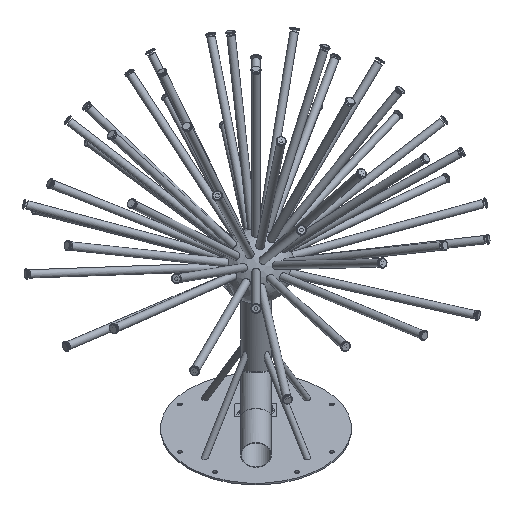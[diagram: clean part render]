
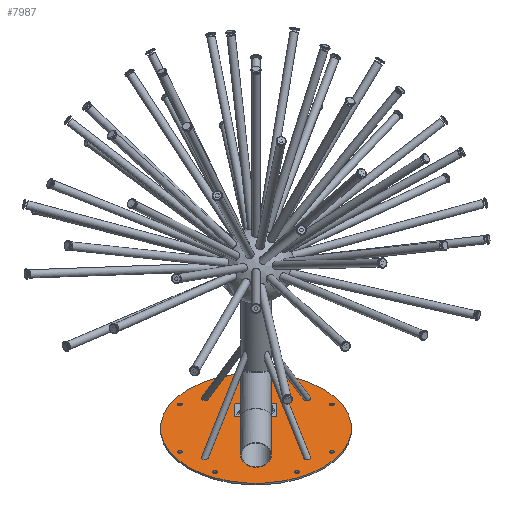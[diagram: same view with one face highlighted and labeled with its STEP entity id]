
A CAD part, isometric view. The second image highlights one B-rep face of the part: STEP entity #7987.
In plain terms, the highlighted face is planar.
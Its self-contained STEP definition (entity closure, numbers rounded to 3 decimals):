
#68=ELLIPSE('',#8492,9.913,8.5);
#69=ELLIPSE('',#8493,9.913,8.5);
#70=ELLIPSE('',#8494,9.913,8.5);
#71=ELLIPSE('',#8504,9.913,8.5);
#266=FACE_BOUND('',#1899,.T.);
#267=FACE_BOUND('',#1900,.T.);
#268=FACE_BOUND('',#1901,.T.);
#269=FACE_BOUND('',#1902,.T.);
#270=FACE_BOUND('',#1903,.T.);
#271=FACE_BOUND('',#1904,.T.);
#272=FACE_BOUND('',#1905,.T.);
#273=FACE_BOUND('',#1906,.T.);
#274=FACE_BOUND('',#1907,.T.);
#275=FACE_BOUND('',#1908,.T.);
#276=FACE_BOUND('',#1909,.T.);
#277=FACE_BOUND('',#1910,.T.);
#278=FACE_BOUND('',#1911,.T.);
#279=FACE_BOUND('',#1912,.T.);
#663=CIRCLE('',#8384,6.596);
#664=CIRCLE('',#8387,6.596);
#665=CIRCLE('',#8391,6.596);
#666=CIRCLE('',#8394,6.596);
#667=CIRCLE('',#8491,237.5);
#668=CIRCLE('',#8495,38.);
#669=CIRCLE('',#8496,6.);
#670=CIRCLE('',#8497,6.);
#671=CIRCLE('',#8498,6.);
#672=CIRCLE('',#8499,6.);
#673=CIRCLE('',#8500,6.);
#674=CIRCLE('',#8501,6.);
#675=CIRCLE('',#8502,6.);
#676=CIRCLE('',#8503,6.);
#1310=FACE_OUTER_BOUND('',#1898,.T.);
#1898=EDGE_LOOP('',(#6296));
#1899=EDGE_LOOP('',(#6297));
#1900=EDGE_LOOP('',(#6298));
#1901=EDGE_LOOP('',(#6299));
#1902=EDGE_LOOP('',(#6300));
#1903=EDGE_LOOP('',(#6301));
#1904=EDGE_LOOP('',(#6302));
#1905=EDGE_LOOP('',(#6303));
#1906=EDGE_LOOP('',(#6304));
#1907=EDGE_LOOP('',(#6305));
#1908=EDGE_LOOP('',(#6306));
#1909=EDGE_LOOP('',(#6307));
#1910=EDGE_LOOP('',(#6308));
#1911=EDGE_LOOP('',(#6309));
#1912=EDGE_LOOP('',(#6310,#6311,#6312,#6313,#6314,#6315,#6316,#6317));
#2908=LINE('',#12269,#3293);
#2912=LINE('',#12278,#3297);
#2932=LINE('',#12671,#3317);
#2935=LINE('',#12679,#3320);
#3293=VECTOR('',#9372,92.345);
#3297=VECTOR('',#9382,44.853);
#3317=VECTOR('',#9410,92.345);
#3320=VECTOR('',#9419,44.853);
#3712=VERTEX_POINT('',#12266);
#3713=VERTEX_POINT('',#12268);
#3714=VERTEX_POINT('',#12272);
#3715=VERTEX_POINT('',#12276);
#3716=VERTEX_POINT('',#12280);
#3733=VERTEX_POINT('',#12669);
#3734=VERTEX_POINT('',#12673);
#3735=VERTEX_POINT('',#12677);
#3958=VERTEX_POINT('',#13930);
#3959=VERTEX_POINT('',#13932);
#3960=VERTEX_POINT('',#13934);
#3961=VERTEX_POINT('',#13936);
#3962=VERTEX_POINT('',#13938);
#3963=VERTEX_POINT('',#13940);
#3964=VERTEX_POINT('',#13942);
#3965=VERTEX_POINT('',#13944);
#3966=VERTEX_POINT('',#13946);
#3967=VERTEX_POINT('',#13948);
#3968=VERTEX_POINT('',#13950);
#3969=VERTEX_POINT('',#13952);
#3970=VERTEX_POINT('',#13954);
#3971=VERTEX_POINT('',#13956);
#4502=EDGE_CURVE('',#3713,#3712,#2908,.T.);
#4505=EDGE_CURVE('',#3712,#3714,#663,.T.);
#4507=EDGE_CURVE('',#3714,#3715,#2912,.T.);
#4509=EDGE_CURVE('',#3715,#3716,#664,.T.);
#4548=EDGE_CURVE('',#3716,#3733,#2932,.T.);
#4550=EDGE_CURVE('',#3733,#3734,#665,.T.);
#4552=EDGE_CURVE('',#3734,#3735,#2935,.T.);
#4553=EDGE_CURVE('',#3735,#3713,#666,.T.);
#4887=EDGE_CURVE('',#3958,#3958,#667,.T.);
#4888=EDGE_CURVE('',#3959,#3959,#68,.T.);
#4889=EDGE_CURVE('',#3960,#3960,#69,.T.);
#4890=EDGE_CURVE('',#3961,#3961,#70,.T.);
#4891=EDGE_CURVE('',#3962,#3962,#668,.T.);
#4892=EDGE_CURVE('',#3963,#3963,#669,.T.);
#4893=EDGE_CURVE('',#3964,#3964,#670,.T.);
#4894=EDGE_CURVE('',#3965,#3965,#671,.T.);
#4895=EDGE_CURVE('',#3966,#3966,#672,.T.);
#4896=EDGE_CURVE('',#3967,#3967,#673,.T.);
#4897=EDGE_CURVE('',#3968,#3968,#674,.T.);
#4898=EDGE_CURVE('',#3969,#3969,#675,.T.);
#4899=EDGE_CURVE('',#3970,#3970,#676,.T.);
#4900=EDGE_CURVE('',#3971,#3971,#71,.T.);
#6296=ORIENTED_EDGE('',*,*,#4887,.F.);
#6297=ORIENTED_EDGE('',*,*,#4888,.T.);
#6298=ORIENTED_EDGE('',*,*,#4889,.T.);
#6299=ORIENTED_EDGE('',*,*,#4890,.T.);
#6300=ORIENTED_EDGE('',*,*,#4891,.T.);
#6301=ORIENTED_EDGE('',*,*,#4892,.T.);
#6302=ORIENTED_EDGE('',*,*,#4893,.T.);
#6303=ORIENTED_EDGE('',*,*,#4894,.T.);
#6304=ORIENTED_EDGE('',*,*,#4895,.T.);
#6305=ORIENTED_EDGE('',*,*,#4896,.T.);
#6306=ORIENTED_EDGE('',*,*,#4897,.T.);
#6307=ORIENTED_EDGE('',*,*,#4898,.T.);
#6308=ORIENTED_EDGE('',*,*,#4899,.T.);
#6309=ORIENTED_EDGE('',*,*,#4900,.T.);
#6310=ORIENTED_EDGE('',*,*,#4502,.T.);
#6311=ORIENTED_EDGE('',*,*,#4505,.T.);
#6312=ORIENTED_EDGE('',*,*,#4507,.T.);
#6313=ORIENTED_EDGE('',*,*,#4509,.T.);
#6314=ORIENTED_EDGE('',*,*,#4548,.T.);
#6315=ORIENTED_EDGE('',*,*,#4550,.T.);
#6316=ORIENTED_EDGE('',*,*,#4552,.T.);
#6317=ORIENTED_EDGE('',*,*,#4553,.T.);
#7243=PLANE('',#8490);
#7987=ADVANCED_FACE('',(#1310,#266,#267,#268,#269,#270,#271,#272,#273,#274,
#275,#276,#277,#278,#279),#7243,.T.);
#8384=AXIS2_PLACEMENT_3D('',#12274,#9377,#9378);
#8387=AXIS2_PLACEMENT_3D('',#12282,#9386,#9387);
#8391=AXIS2_PLACEMENT_3D('',#12675,#9414,#9415);
#8394=AXIS2_PLACEMENT_3D('',#12681,#9422,#9423);
#8490=AXIS2_PLACEMENT_3D('',#13929,#9885,#9886);
#8491=AXIS2_PLACEMENT_3D('',#13931,#9887,#9888);
#8492=AXIS2_PLACEMENT_3D('',#13933,#9889,#9890);
#8493=AXIS2_PLACEMENT_3D('',#13935,#9891,#9892);
#8494=AXIS2_PLACEMENT_3D('',#13937,#9893,#9894);
#8495=AXIS2_PLACEMENT_3D('',#13939,#9895,#9896);
#8496=AXIS2_PLACEMENT_3D('',#13941,#9897,#9898);
#8497=AXIS2_PLACEMENT_3D('',#13943,#9899,#9900);
#8498=AXIS2_PLACEMENT_3D('',#13945,#9901,#9902);
#8499=AXIS2_PLACEMENT_3D('',#13947,#9903,#9904);
#8500=AXIS2_PLACEMENT_3D('',#13949,#9905,#9906);
#8501=AXIS2_PLACEMENT_3D('',#13951,#9907,#9908);
#8502=AXIS2_PLACEMENT_3D('',#13953,#9909,#9910);
#8503=AXIS2_PLACEMENT_3D('',#13955,#9911,#9912);
#8504=AXIS2_PLACEMENT_3D('',#13957,#9913,#9914);
#9372=DIRECTION('',(0.707,0.,0.707));
#9377=DIRECTION('center_axis',(0.,-1.,0.));
#9378=DIRECTION('ref_axis',(-0.707,0.,-0.707));
#9382=DIRECTION('',(-0.707,0.,0.707));
#9386=DIRECTION('center_axis',(0.,-1.,0.));
#9387=DIRECTION('ref_axis',(0.707,0.,-0.707));
#9410=DIRECTION('',(-0.707,0.,-0.707));
#9414=DIRECTION('center_axis',(0.,-1.,0.));
#9415=DIRECTION('ref_axis',(0.707,0.,0.707));
#9419=DIRECTION('',(0.707,0.,-0.707));
#9422=DIRECTION('center_axis',(0.,-1.,0.));
#9423=DIRECTION('ref_axis',(-0.707,0.,0.707));
#9885=DIRECTION('center_axis',(0.,1.,0.));
#9886=DIRECTION('ref_axis',(0.,0.,1.));
#9887=DIRECTION('center_axis',(0.,-1.,0.));
#9888=DIRECTION('ref_axis',(1.,0.,0.));
#9889=DIRECTION('center_axis',(0.,-1.,0.));
#9890=DIRECTION('ref_axis',(0.,0.,1.));
#9891=DIRECTION('center_axis',(0.,-1.,0.));
#9892=DIRECTION('ref_axis',(1.,0.,0.));
#9893=DIRECTION('center_axis',(0.,-1.,0.));
#9894=DIRECTION('ref_axis',(0.,0.,-1.));
#9895=DIRECTION('center_axis',(0.,-1.,0.));
#9896=DIRECTION('ref_axis',(1.,0.,0.));
#9897=DIRECTION('center_axis',(0.,-1.,0.));
#9898=DIRECTION('ref_axis',(-1.,0.,0.));
#9899=DIRECTION('center_axis',(0.,-1.,0.));
#9900=DIRECTION('ref_axis',(-1.,0.,0.));
#9901=DIRECTION('center_axis',(0.,-1.,0.));
#9902=DIRECTION('ref_axis',(-1.,0.,0.));
#9903=DIRECTION('center_axis',(0.,-1.,0.));
#9904=DIRECTION('ref_axis',(-1.,0.,0.));
#9905=DIRECTION('center_axis',(0.,-1.,0.));
#9906=DIRECTION('ref_axis',(-1.,0.,0.));
#9907=DIRECTION('center_axis',(0.,-1.,0.));
#9908=DIRECTION('ref_axis',(-1.,0.,0.));
#9909=DIRECTION('center_axis',(0.,-1.,0.));
#9910=DIRECTION('ref_axis',(-1.,0.,0.));
#9911=DIRECTION('center_axis',(0.,-1.,0.));
#9912=DIRECTION('ref_axis',(-1.,0.,0.));
#9913=DIRECTION('center_axis',(0.,-1.,0.));
#9914=DIRECTION('ref_axis',(-1.,0.,0.));
#12266=CARTESIAN_POINT('',(107.462,5.,-43.277));
#12268=CARTESIAN_POINT('',(42.164,5.,-108.575));
#12269=CARTESIAN_POINT('',(118.141,5.,-32.597));
#12272=CARTESIAN_POINT('',(107.462,5.,-33.948));
#12274=CARTESIAN_POINT('Origin',(102.798,5.,-38.612));
#12276=CARTESIAN_POINT('',(75.745,5.,-2.232));
#12278=CARTESIAN_POINT('',(131.484,5.,-57.971));
#12280=CARTESIAN_POINT('',(66.417,5.,-2.232));
#12282=CARTESIAN_POINT('Origin',(71.081,5.,-6.896));
#12669=CARTESIAN_POINT('',(1.119,5.,-67.53));
#12671=CARTESIAN_POINT('',(109.746,5.,41.097));
#12673=CARTESIAN_POINT('',(1.119,5.,-76.858));
#12675=CARTESIAN_POINT('Origin',(5.783,5.,-72.194));
#12677=CARTESIAN_POINT('',(32.835,5.,-108.575));
#12679=CARTESIAN_POINT('',(41.,5.,-116.739));
#12681=CARTESIAN_POINT('Origin',(37.499,5.,-103.91));
#13929=CARTESIAN_POINT('Origin',(237.5,5.,0.));
#13930=CARTESIAN_POINT('',(237.5,5.,0.));
#13931=CARTESIAN_POINT('Origin',(0.,5.,0.));
#13932=CARTESIAN_POINT('',(0.,5.,189.913));
#13933=CARTESIAN_POINT('Origin',(0.,5.,180.));
#13934=CARTESIAN_POINT('',(189.913,5.,0.));
#13935=CARTESIAN_POINT('Origin',(180.,5.,0.));
#13936=CARTESIAN_POINT('',(0.,5.,-189.913));
#13937=CARTESIAN_POINT('Origin',(0.,5.,-180.));
#13938=CARTESIAN_POINT('',(38.,5.,0.));
#13939=CARTESIAN_POINT('Origin',(0.,5.,0.));
#13940=CARTESIAN_POINT('',(212.016,5.,61.5));
#13941=CARTESIAN_POINT('Origin',(206.016,5.,61.5));
#13942=CARTESIAN_POINT('',(-55.5,5.,206.016));
#13943=CARTESIAN_POINT('Origin',(-61.5,5.,206.016));
#13944=CARTESIAN_POINT('',(-200.016,5.,-61.5));
#13945=CARTESIAN_POINT('Origin',(-206.016,5.,-61.5));
#13946=CARTESIAN_POINT('',(67.5,5.,-206.016));
#13947=CARTESIAN_POINT('Origin',(61.5,5.,-206.016));
#13948=CARTESIAN_POINT('',(-55.5,5.,-206.016));
#13949=CARTESIAN_POINT('Origin',(-61.5,5.,-206.016));
#13950=CARTESIAN_POINT('',(-200.016,5.,61.5));
#13951=CARTESIAN_POINT('Origin',(-206.016,5.,61.5));
#13952=CARTESIAN_POINT('',(67.5,5.,206.016));
#13953=CARTESIAN_POINT('Origin',(61.5,5.,206.016));
#13954=CARTESIAN_POINT('',(212.016,5.,-61.5));
#13955=CARTESIAN_POINT('Origin',(206.016,5.,-61.5));
#13956=CARTESIAN_POINT('',(-189.913,5.,0.));
#13957=CARTESIAN_POINT('Origin',(-180.,5.,0.));
